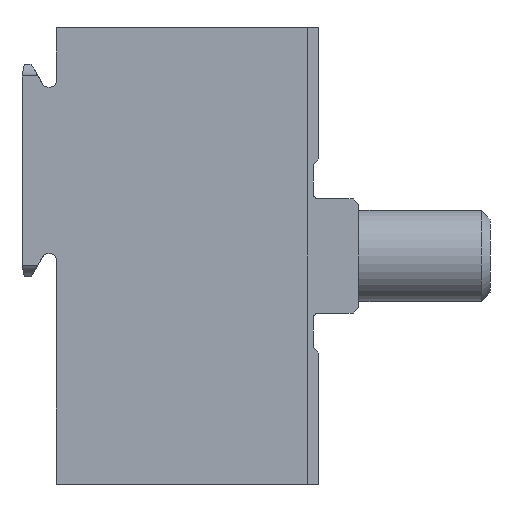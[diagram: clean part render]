
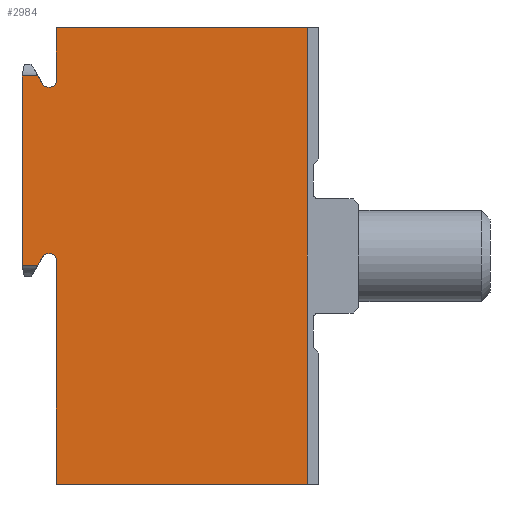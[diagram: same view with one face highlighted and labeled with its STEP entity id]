
A CAD part, left-side view. The second image highlights one B-rep face of the part: STEP entity #2984.
In plain terms, the highlighted planar face has unit normal (-1, 0, 0).
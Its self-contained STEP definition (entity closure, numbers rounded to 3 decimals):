
#135=PLANE('',#3261);
#283=FACE_OUTER_BOUND('',#439,.T.);
#439=EDGE_LOOP('',(#2622,#2623,#2624,#2625,#2626,#2627,#2628,#2629,#2630,
#2631,#2632,#2633,#2634,#2635,#2636,#2637,#2638,#2639));
#548=CIRCLE('',#3136,0.5);
#551=CIRCLE('',#3144,0.5);
#556=CIRCLE('',#3252,0.5);
#557=CIRCLE('',#3254,0.5);
#601=LINE('',#4358,#883);
#666=LINE('',#4501,#948);
#677=LINE('',#4554,#959);
#689=LINE('',#4590,#971);
#694=LINE('',#4609,#976);
#706=LINE('',#4650,#988);
#722=LINE('',#4688,#1004);
#754=LINE('',#4761,#1036);
#780=LINE('',#4873,#1062);
#795=LINE('',#4894,#1077);
#814=LINE('',#4935,#1096);
#834=LINE('',#4985,#1116);
#838=LINE('',#4993,#1120);
#839=LINE('',#4995,#1121);
#883=VECTOR('',#3429,10.);
#948=VECTOR('',#3540,10.);
#959=VECTOR('',#3589,10.);
#971=VECTOR('',#3619,10.);
#976=VECTOR('',#3638,10.);
#988=VECTOR('',#3676,10.);
#1004=VECTOR('',#3714,10.);
#1036=VECTOR('',#3790,10.);
#1062=VECTOR('',#3890,10.);
#1077=VECTOR('',#3911,10.);
#1096=VECTOR('',#3968,10.);
#1116=VECTOR('',#4036,10.);
#1120=VECTOR('',#4048,10.);
#1121=VECTOR('',#4051,10.);
#1196=VERTEX_POINT('',#4354);
#1198=VERTEX_POINT('',#4357);
#1253=VERTEX_POINT('',#4499);
#1267=VERTEX_POINT('',#4551);
#1268=VERTEX_POINT('',#4553);
#1283=VERTEX_POINT('',#4588);
#1289=VERTEX_POINT('',#4606);
#1290=VERTEX_POINT('',#4608);
#1304=VERTEX_POINT('',#4640);
#1306=VERTEX_POINT('',#4648);
#1309=VERTEX_POINT('',#4660);
#1317=VERTEX_POINT('',#4687);
#1334=VERTEX_POINT('',#4755);
#1336=VERTEX_POINT('',#4759);
#1385=VERTEX_POINT('',#4871);
#1395=VERTEX_POINT('',#4975);
#1396=VERTEX_POINT('',#4979);
#1397=VERTEX_POINT('',#4980);
#1495=EDGE_CURVE('',#1198,#1196,#601,.T.);
#1567=EDGE_CURVE('',#1196,#1253,#666,.T.);
#1589=EDGE_CURVE('',#1268,#1267,#677,.T.);
#1608=EDGE_CURVE('',#1267,#1283,#689,.T.);
#1617=EDGE_CURVE('',#1290,#1289,#694,.T.);
#1634=EDGE_CURVE('',#1304,#1289,#548,.T.);
#1638=EDGE_CURVE('',#1304,#1306,#706,.T.);
#1644=EDGE_CURVE('',#1309,#1306,#551,.T.);
#1657=EDGE_CURVE('',#1317,#1198,#722,.T.);
#1694=EDGE_CURVE('',#1334,#1336,#754,.T.);
#1744=EDGE_CURVE('',#1253,#1385,#780,.T.);
#1761=EDGE_CURVE('',#1336,#1268,#795,.T.);
#1782=EDGE_CURVE('',#1283,#1290,#814,.T.);
#1801=EDGE_CURVE('',#1395,#1385,#556,.T.);
#1803=EDGE_CURVE('',#1396,#1397,#557,.T.);
#1806=EDGE_CURVE('',#1395,#1397,#834,.T.);
#1810=EDGE_CURVE('',#1396,#1334,#838,.T.);
#1811=EDGE_CURVE('',#1309,#1317,#839,.T.);
#2622=ORIENTED_EDGE('',*,*,#1495,.T.);
#2623=ORIENTED_EDGE('',*,*,#1567,.T.);
#2624=ORIENTED_EDGE('',*,*,#1744,.T.);
#2625=ORIENTED_EDGE('',*,*,#1801,.F.);
#2626=ORIENTED_EDGE('',*,*,#1806,.T.);
#2627=ORIENTED_EDGE('',*,*,#1803,.F.);
#2628=ORIENTED_EDGE('',*,*,#1810,.T.);
#2629=ORIENTED_EDGE('',*,*,#1694,.T.);
#2630=ORIENTED_EDGE('',*,*,#1761,.T.);
#2631=ORIENTED_EDGE('',*,*,#1589,.T.);
#2632=ORIENTED_EDGE('',*,*,#1608,.T.);
#2633=ORIENTED_EDGE('',*,*,#1782,.T.);
#2634=ORIENTED_EDGE('',*,*,#1617,.T.);
#2635=ORIENTED_EDGE('',*,*,#1634,.F.);
#2636=ORIENTED_EDGE('',*,*,#1638,.T.);
#2637=ORIENTED_EDGE('',*,*,#1644,.F.);
#2638=ORIENTED_EDGE('',*,*,#1811,.T.);
#2639=ORIENTED_EDGE('',*,*,#1657,.T.);
#2984=ADVANCED_FACE('',(#283),#135,.T.);
#3136=AXIS2_PLACEMENT_3D('',#4642,#3666,#3667);
#3144=AXIS2_PLACEMENT_3D('',#4662,#3689,#3690);
#3252=AXIS2_PLACEMENT_3D('',#4976,#4025,#4026);
#3254=AXIS2_PLACEMENT_3D('',#4981,#4030,#4031);
#3261=AXIS2_PLACEMENT_3D('',#4996,#4052,#4053);
#3429=DIRECTION('',(0.,0.,1.));
#3540=DIRECTION('',(0.,1.,0.));
#3589=DIRECTION('',(0.,0.,-1.));
#3619=DIRECTION('',(0.,-0.174,-0.985));
#3638=DIRECTION('',(0.,-0.5,0.866));
#3666=DIRECTION('center_axis',(-1.,0.,0.));
#3667=DIRECTION('ref_axis',(0.,0.5,0.866));
#3676=DIRECTION('',(0.,-1.,0.));
#3689=DIRECTION('center_axis',(-1.,0.,0.));
#3690=DIRECTION('ref_axis',(0.,-0.707,0.707));
#3714=DIRECTION('',(0.,-1.,0.));
#3790=DIRECTION('',(0.,1.,0.));
#3890=DIRECTION('',(0.,0.,-1.));
#3911=DIRECTION('',(0.,0.174,-0.985));
#3968=DIRECTION('',(0.,-1.,0.));
#4025=DIRECTION('center_axis',(-1.,0.,0.));
#4026=DIRECTION('ref_axis',(0.,-0.707,-0.707));
#4030=DIRECTION('center_axis',(-1.,0.,0.));
#4031=DIRECTION('ref_axis',(0.,0.5,-0.866));
#4036=DIRECTION('',(0.,1.,0.));
#4048=DIRECTION('',(0.,0.5,0.866));
#4051=DIRECTION('',(0.,0.,-1.));
#4052=DIRECTION('center_axis',(-1.,0.,0.));
#4053=DIRECTION('ref_axis',(0.,0.,1.));
#4354=CARTESIAN_POINT('',(-32.5,4.5,20.));
#4357=CARTESIAN_POINT('',(-32.5,4.5,-20.));
#4358=CARTESIAN_POINT('',(-32.5,4.5,0.));
#4499=CARTESIAN_POINT('',(-32.5,26.5,20.));
#4501=CARTESIAN_POINT('',(-32.5,0.,20.));
#4551=CARTESIAN_POINT('',(-32.5,29.5,-0.666));
#4553=CARTESIAN_POINT('',(-32.5,29.5,15.666));
#4554=CARTESIAN_POINT('',(-32.5,29.5,0.));
#4588=CARTESIAN_POINT('',(-32.5,29.471,-0.832));
#4590=CARTESIAN_POINT('',(-32.5,29.112,-2.865));
#4606=CARTESIAN_POINT('',(-32.5,27.69,-0.05));
#4608=CARTESIAN_POINT('',(-32.5,28.141,-0.832));
#4609=CARTESIAN_POINT('',(-32.5,24.723,5.089));
#4640=CARTESIAN_POINT('',(-32.5,27.257,0.2));
#4642=CARTESIAN_POINT('Origin',(-32.5,27.257,-0.3));
#4648=CARTESIAN_POINT('',(-32.5,27.,0.2));
#4650=CARTESIAN_POINT('',(-32.5,13.773,0.2));
#4660=CARTESIAN_POINT('',(-32.5,26.5,-0.3));
#4662=CARTESIAN_POINT('Origin',(-32.5,27.,-0.3));
#4687=CARTESIAN_POINT('',(-32.5,26.5,-20.));
#4688=CARTESIAN_POINT('',(-32.5,0.,-20.));
#4755=CARTESIAN_POINT('',(-32.5,28.141,15.832));
#4759=CARTESIAN_POINT('',(-32.5,29.471,15.832));
#4761=CARTESIAN_POINT('',(-32.5,29.5,15.832));
#4871=CARTESIAN_POINT('',(-32.5,26.5,15.3));
#4873=CARTESIAN_POINT('',(-32.5,26.5,8.4));
#4894=CARTESIAN_POINT('',(-32.5,30.295,11.159));
#4935=CARTESIAN_POINT('',(-32.5,29.5,-0.832));
#4975=CARTESIAN_POINT('',(-32.5,27.,14.8));
#4976=CARTESIAN_POINT('Origin',(-32.5,27.,15.3));
#4979=CARTESIAN_POINT('',(-32.5,27.69,15.05));
#4980=CARTESIAN_POINT('',(-32.5,27.257,14.8));
#4981=CARTESIAN_POINT('Origin',(-32.5,27.257,15.3));
#4985=CARTESIAN_POINT('',(-32.5,13.25,14.8));
#4993=CARTESIAN_POINT('',(-32.5,20.898,3.286));
#4995=CARTESIAN_POINT('',(-32.5,26.5,-0.9));
#4996=CARTESIAN_POINT('Origin',(-32.5,0.,0.));
